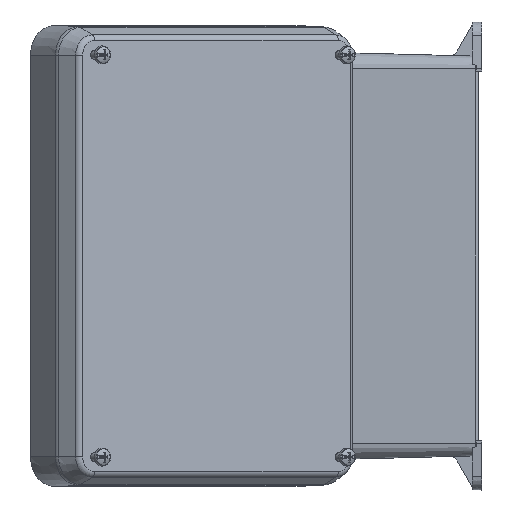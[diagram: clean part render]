
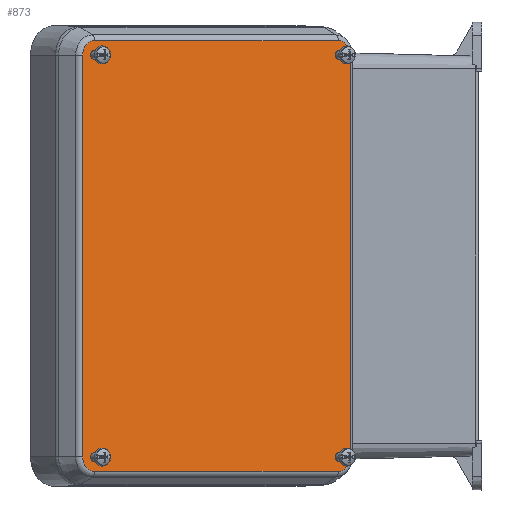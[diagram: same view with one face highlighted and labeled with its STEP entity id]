
A CAD part, left-side view. The second image highlights one B-rep face of the part: STEP entity #873.
In plain terms, the highlighted face is planar.
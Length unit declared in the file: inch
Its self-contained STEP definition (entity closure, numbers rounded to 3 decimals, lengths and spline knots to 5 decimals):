
#223 = DIRECTION ( 'NONE',  ( 0., 0., -1. ) ) ;
#634 = EDGE_LOOP ( 'NONE', ( #8958 ) ) ;
#873 = ADVANCED_FACE ( 'NONE', ( #4193, #8140, #17613, #9204, #17073 ), #15408, .F. ) ;
#1030 = CARTESIAN_POINT ( 'NONE',  ( 3.075, 1.378, -4.075 ) ) ;
#1396 = CARTESIAN_POINT ( 'NONE',  ( -3.075, 1.378, -4.075 ) ) ;
#1423 = VERTEX_POINT ( 'NONE', #6523 ) ;
#1462 = VERTEX_POINT ( 'NONE', #7405 ) ;
#1564 = CARTESIAN_POINT ( 'NONE',  ( 3.075, 1.378, 4.075 ) ) ;
#1672 = EDGE_LOOP ( 'NONE', ( #20135 ) ) ;
#1725 = ORIENTED_EDGE ( 'NONE', *, *, #15434, .T. ) ;
#2053 = AXIS2_PLACEMENT_3D ( 'NONE', #4721, #16482, #6397 ) ;
#2282 = CARTESIAN_POINT ( 'NONE',  ( 3.0625, 1.378, -4.0675 ) ) ;
#2512 = VERTEX_POINT ( 'NONE', #4342 ) ;
#2715 = DIRECTION ( 'NONE',  ( 0., 0., 1. ) ) ;
#2731 = VECTOR ( 'NONE', #18303, 39.37008 ) ;
#2902 = EDGE_CURVE ( 'NONE', #4606, #16275, #18110, .T. ) ;
#3098 = CARTESIAN_POINT ( 'NONE',  ( -3.35911, 1.378, 4.0675 ) ) ;
#3102 = VERTEX_POINT ( 'NONE', #5471 ) ;
#3106 = DIRECTION ( 'NONE',  ( 0., 0., 1. ) ) ;
#3126 = VERTEX_POINT ( 'NONE', #13861 ) ;
#3254 = DIRECTION ( 'NONE',  ( 0., 0., 1. ) ) ;
#3634 = EDGE_CURVE ( 'NONE', #15050, #1462, #10049, .T. ) ;
#3720 = DIRECTION ( 'NONE',  ( 0., -1., 0. ) ) ;
#3751 = DIRECTION ( 'NONE',  ( 0., 1., 0. ) ) ;
#3946 = DIRECTION ( 'NONE',  ( 0., 0., -1. ) ) ;
#4166 = EDGE_CURVE ( 'NONE', #2512, #2512, #8694, .T. ) ;
#4193 = FACE_BOUND ( 'NONE', #1672, .T. ) ;
#4321 = CARTESIAN_POINT ( 'NONE',  ( -3.35911, 1.378, 4.0675 ) ) ;
#4342 = CARTESIAN_POINT ( 'NONE',  ( -3.075, 1.378, -3.989 ) ) ;
#4347 = CIRCLE ( 'NONE', #2053, 0.29661 ) ;
#4357 = CARTESIAN_POINT ( 'NONE',  ( 3.0625, 1.378, 4.36411 ) ) ;
#4386 = CARTESIAN_POINT ( 'NONE',  ( -3.35911, 1.378, -4.0675 ) ) ;
#4569 = CIRCLE ( 'NONE', #5678, 0.086 ) ;
#4583 = CARTESIAN_POINT ( 'NONE',  ( -3.0625, 1.378, 4.36411 ) ) ;
#4606 = VERTEX_POINT ( 'NONE', #4386 ) ;
#4721 = CARTESIAN_POINT ( 'NONE',  ( 3.0625, 1.378, 4.0675 ) ) ;
#5061 = CARTESIAN_POINT ( 'NONE',  ( 3.075, 1.378, 4.161 ) ) ;
#5402 = AXIS2_PLACEMENT_3D ( 'NONE', #6846, #18631, #8569 ) ;
#5471 = CARTESIAN_POINT ( 'NONE',  ( 3.35911, 1.378, -4.0675 ) ) ;
#5678 = AXIS2_PLACEMENT_3D ( 'NONE', #9140, #20846, #10819 ) ;
#6024 = AXIS2_PLACEMENT_3D ( 'NONE', #1030, #12750, #2715 ) ;
#6397 = DIRECTION ( 'NONE',  ( 0., 0., -1. ) ) ;
#6523 = CARTESIAN_POINT ( 'NONE',  ( 3.075, 1.378, -3.989 ) ) ;
#6819 = CARTESIAN_POINT ( 'NONE',  ( -3.075, 1.378, 4.161 ) ) ;
#6846 = CARTESIAN_POINT ( 'NONE',  ( -3.0625, 1.378, 4.0675 ) ) ;
#7084 = EDGE_CURVE ( 'NONE', #17977, #3126, #16633, .T. ) ;
#7405 = CARTESIAN_POINT ( 'NONE',  ( 3.0625, 1.378, 4.36411 ) ) ;
#8140 = FACE_BOUND ( 'NONE', #13204, .T. ) ;
#8548 = CIRCLE ( 'NONE', #6024, 0.086 ) ;
#8569 = DIRECTION ( 'NONE',  ( 0., 0., -1. ) ) ;
#8694 = CIRCLE ( 'NONE', #17095, 0.086 ) ;
#8867 = ORIENTED_EDGE ( 'NONE', *, *, #10784, .T. ) ;
#8934 = ORIENTED_EDGE ( 'NONE', *, *, #21566, .T. ) ;
#8958 = ORIENTED_EDGE ( 'NONE', *, *, #17398, .F. ) ;
#8977 = AXIS2_PLACEMENT_3D ( 'NONE', #13788, #3720, #15478 ) ;
#9031 = VERTEX_POINT ( 'NONE', #6819 ) ;
#9140 = CARTESIAN_POINT ( 'NONE',  ( -3.075, 1.378, 4.075 ) ) ;
#9204 = FACE_BOUND ( 'NONE', #11260, .T. ) ;
#9935 = CIRCLE ( 'NONE', #16971, 0.086 ) ;
#10049 = LINE ( 'NONE', #4357, #13948 ) ;
#10240 = VECTOR ( 'NONE', #14825, 39.37008 ) ;
#10249 = CARTESIAN_POINT ( 'NONE',  ( 3.35911, 1.378, -4.0675 ) ) ;
#10606 = VERTEX_POINT ( 'NONE', #5061 ) ;
#10784 = EDGE_CURVE ( 'NONE', #21118, #3102, #20882, .T. ) ;
#10819 = DIRECTION ( 'NONE',  ( 0., 0., 1. ) ) ;
#11255 = ORIENTED_EDGE ( 'NONE', *, *, #2902, .T. ) ;
#11260 = EDGE_LOOP ( 'NONE', ( #14578 ) ) ;
#11459 = CIRCLE ( 'NONE', #21521, 0.29661 ) ;
#11708 = ORIENTED_EDGE ( 'NONE', *, *, #17078, .T. ) ;
#12750 = DIRECTION ( 'NONE',  ( 0., 1., 0. ) ) ;
#13110 = DIRECTION ( 'NONE',  ( 0., 1., 0. ) ) ;
#13204 = EDGE_LOOP ( 'NONE', ( #13744 ) ) ;
#13214 = EDGE_CURVE ( 'NONE', #1423, #1423, #8548, .T. ) ;
#13289 = DIRECTION ( 'NONE',  ( 0., 1., 0. ) ) ;
#13744 = ORIENTED_EDGE ( 'NONE', *, *, #4166, .F. ) ;
#13788 = CARTESIAN_POINT ( 'NONE',  ( 3.0625, 1.378, 4.0675 ) ) ;
#13823 = CARTESIAN_POINT ( 'NONE',  ( -3.0625, 1.378, -4.0675 ) ) ;
#13861 = CARTESIAN_POINT ( 'NONE',  ( -3.0625, 1.378, -4.36411 ) ) ;
#13948 = VECTOR ( 'NONE', #16105, 39.37008 ) ;
#14001 = DIRECTION ( 'NONE',  ( 0., 1., 0. ) ) ;
#14324 = ORIENTED_EDGE ( 'NONE', *, *, #14399, .T. ) ;
#14384 = ORIENTED_EDGE ( 'NONE', *, *, #7084, .T. ) ;
#14395 = AXIS2_PLACEMENT_3D ( 'NONE', #2282, #14001, #3946 ) ;
#14399 = EDGE_CURVE ( 'NONE', #3102, #17977, #15022, .T. ) ;
#14578 = ORIENTED_EDGE ( 'NONE', *, *, #15958, .F. ) ;
#14825 = DIRECTION ( 'NONE',  ( 0., 0., 1. ) ) ;
#14992 = CARTESIAN_POINT ( 'NONE',  ( -3.0625, 1.378, -4.36411 ) ) ;
#15022 = CIRCLE ( 'NONE', #14395, 0.29661 ) ;
#15050 = VERTEX_POINT ( 'NONE', #4583 ) ;
#15408 = PLANE ( 'NONE',  #8977 ) ;
#15434 = EDGE_CURVE ( 'NONE', #16275, #15050, #19663, .T. ) ;
#15478 = DIRECTION ( 'NONE',  ( 0., 0., -1. ) ) ;
#15516 = DIRECTION ( 'NONE',  ( 0., 0., -1. ) ) ;
#15824 = CARTESIAN_POINT ( 'NONE',  ( 3.35911, 1.378, 4.0675 ) ) ;
#15958 = EDGE_CURVE ( 'NONE', #10606, #10606, #9935, .T. ) ;
#16105 = DIRECTION ( 'NONE',  ( 1., 0., 0. ) ) ;
#16275 = VERTEX_POINT ( 'NONE', #4321 ) ;
#16482 = DIRECTION ( 'NONE',  ( 0., 1., 0. ) ) ;
#16633 = LINE ( 'NONE', #14992, #2731 ) ;
#16777 = EDGE_LOOP ( 'NONE', ( #8867, #14324, #14384, #8934, #11255, #1725, #18711, #11708 ) ) ;
#16971 = AXIS2_PLACEMENT_3D ( 'NONE', #1564, #13289, #3254 ) ;
#17073 = FACE_OUTER_BOUND ( 'NONE', #16777, .T. ) ;
#17078 = EDGE_CURVE ( 'NONE', #1462, #21118, #4347, .T. ) ;
#17095 = AXIS2_PLACEMENT_3D ( 'NONE', #1396, #13110, #3106 ) ;
#17398 = EDGE_CURVE ( 'NONE', #9031, #9031, #4569, .T. ) ;
#17613 = FACE_BOUND ( 'NONE', #634, .T. ) ;
#17977 = VERTEX_POINT ( 'NONE', #19270 ) ;
#18110 = LINE ( 'NONE', #3098, #10240 ) ;
#18303 = DIRECTION ( 'NONE',  ( -1., 0., 0. ) ) ;
#18631 = DIRECTION ( 'NONE',  ( 0., 1., 0. ) ) ;
#18711 = ORIENTED_EDGE ( 'NONE', *, *, #3634, .T. ) ;
#19270 = CARTESIAN_POINT ( 'NONE',  ( 3.0625, 1.378, -4.36411 ) ) ;
#19663 = CIRCLE ( 'NONE', #5402, 0.29661 ) ;
#19853 = VECTOR ( 'NONE', #223, 39.37008 ) ;
#20135 = ORIENTED_EDGE ( 'NONE', *, *, #13214, .F. ) ;
#20846 = DIRECTION ( 'NONE',  ( 0., 1., 0. ) ) ;
#20882 = LINE ( 'NONE', #10249, #19853 ) ;
#21118 = VERTEX_POINT ( 'NONE', #15824 ) ;
#21521 = AXIS2_PLACEMENT_3D ( 'NONE', #13823, #3751, #15516 ) ;
#21566 = EDGE_CURVE ( 'NONE', #3126, #4606, #11459, .T. ) ;
